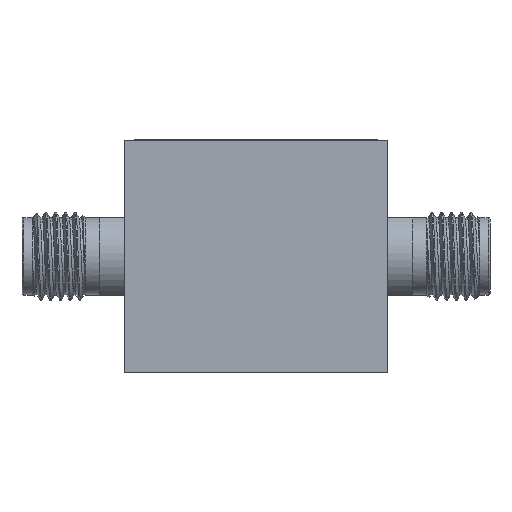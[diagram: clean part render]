
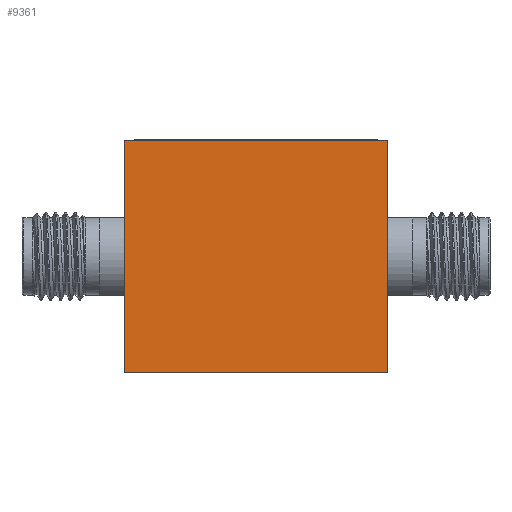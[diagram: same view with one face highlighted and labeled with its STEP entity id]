
A CAD part, front view. The second image highlights one B-rep face of the part: STEP entity #9361.
In plain terms, the highlighted planar face has unit normal (0, -1, 0).
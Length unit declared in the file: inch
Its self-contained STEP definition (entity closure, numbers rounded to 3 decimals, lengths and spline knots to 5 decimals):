
#828 = VERTEX_POINT ( 'NONE', #5961 ) ;
#1088 = LINE ( 'NONE', #7213, #26321 ) ;
#1901 = EDGE_LOOP ( 'NONE', ( #12131, #24992, #18292, #13959 ) ) ;
#2283 = VERTEX_POINT ( 'NONE', #20910 ) ;
#2915 = AXIS2_PLACEMENT_3D ( 'NONE', #19288, #8906, #13163 ) ;
#3186 = DIRECTION ( 'NONE',  ( 1., 0., 0. ) ) ;
#5035 = CARTESIAN_POINT ( 'NONE',  ( 0.375, -0.43, 0.33 ) ) ;
#5961 = CARTESIAN_POINT ( 'NONE',  ( 0.375, -0.43, -0.33 ) ) ;
#7089 = EDGE_CURVE ( 'NONE', #2283, #828, #12889, .T. ) ;
#7213 = CARTESIAN_POINT ( 'NONE',  ( -0.375, -0.43, 0.33 ) ) ;
#8906 = DIRECTION ( 'NONE',  ( 0., 1., 0. ) ) ;
#9014 = DIRECTION ( 'NONE',  ( 0., 0., -1. ) ) ;
#9361 = ADVANCED_FACE ( 'NONE', ( #12888 ), #12765, .F. ) ;
#9741 = CARTESIAN_POINT ( 'NONE',  ( -0.375, -0.43, 0.33 ) ) ;
#12131 = ORIENTED_EDGE ( 'NONE', *, *, #7089, .T. ) ;
#12616 = VECTOR ( 'NONE', #19863, 39.37008 ) ;
#12765 = PLANE ( 'NONE',  #2915 ) ;
#12888 = FACE_OUTER_BOUND ( 'NONE', #1901, .T. ) ;
#12889 = LINE ( 'NONE', #17436, #25398 ) ;
#13144 = LINE ( 'NONE', #5035, #23287 ) ;
#13163 = DIRECTION ( 'NONE',  ( 1., 0., 0. ) ) ;
#13959 = ORIENTED_EDGE ( 'NONE', *, *, #24720, .T. ) ;
#15266 = VERTEX_POINT ( 'NONE', #20358 ) ;
#15347 = DIRECTION ( 'NONE',  ( 0., 0., -1. ) ) ;
#16553 = EDGE_CURVE ( 'NONE', #18458, #15266, #19599, .T. ) ;
#17148 = CARTESIAN_POINT ( 'NONE',  ( -0.375, -0.43, 0.33 ) ) ;
#17436 = CARTESIAN_POINT ( 'NONE',  ( -0.375, -0.43, -0.33 ) ) ;
#17855 = EDGE_CURVE ( 'NONE', #15266, #828, #13144, .T. ) ;
#18292 = ORIENTED_EDGE ( 'NONE', *, *, #16553, .F. ) ;
#18458 = VERTEX_POINT ( 'NONE', #17148 ) ;
#19288 = CARTESIAN_POINT ( 'NONE',  ( -0.375, -0.43, 0.33 ) ) ;
#19599 = LINE ( 'NONE', #9741, #12616 ) ;
#19863 = DIRECTION ( 'NONE',  ( 1., 0., 0. ) ) ;
#20358 = CARTESIAN_POINT ( 'NONE',  ( 0.375, -0.43, 0.33 ) ) ;
#20910 = CARTESIAN_POINT ( 'NONE',  ( -0.375, -0.43, -0.33 ) ) ;
#23287 = VECTOR ( 'NONE', #9014, 39.37008 ) ;
#24720 = EDGE_CURVE ( 'NONE', #18458, #2283, #1088, .T. ) ;
#24992 = ORIENTED_EDGE ( 'NONE', *, *, #17855, .F. ) ;
#25398 = VECTOR ( 'NONE', #3186, 39.37008 ) ;
#26321 = VECTOR ( 'NONE', #15347, 39.37008 ) ;
